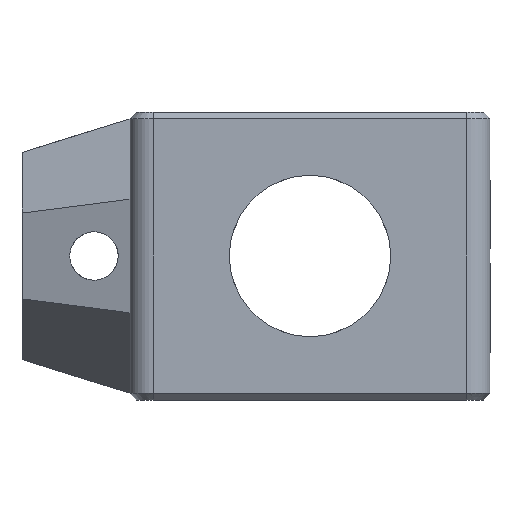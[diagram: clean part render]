
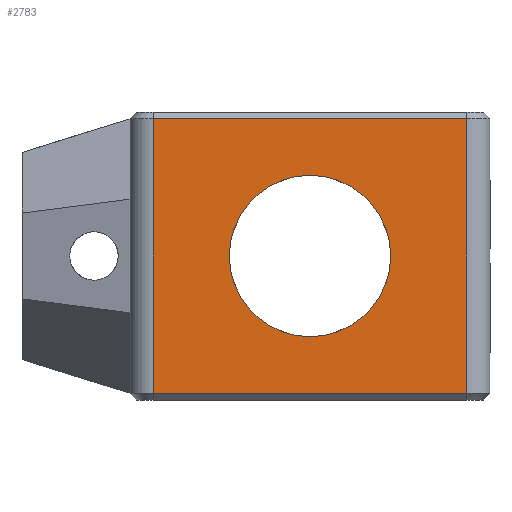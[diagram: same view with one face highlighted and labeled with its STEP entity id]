
A CAD part, left-side view. The second image highlights one B-rep face of the part: STEP entity #2783.
In plain terms, the highlighted planar face has unit normal (-1, 0, 0).
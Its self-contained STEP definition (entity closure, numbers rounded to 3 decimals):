
#44 = CYLINDRICAL_SURFACE('',#45,1.);
#45 = AXIS2_PLACEMENT_3D('',#46,#47,#48);
#46 = CARTESIAN_POINT('',(-6.813,6.813,-6.25));
#47 = DIRECTION('',(0.,0.,1.));
#48 = DIRECTION('',(0.,1.,0.));
#369 = VERTEX_POINT('',#370);
#370 = CARTESIAN_POINT('',(-7.813,6.813,-5.96));
#397 = EDGE_CURVE('',#369,#398,#400,.T.);
#398 = VERTEX_POINT('',#399);
#399 = CARTESIAN_POINT('',(-7.813,6.813,5.96));
#400 = SURFACE_CURVE('',#401,(#405,#412),.PCURVE_S1.);
#401 = LINE('',#402,#403);
#402 = CARTESIAN_POINT('',(-7.813,6.813,-6.25));
#403 = VECTOR('',#404,1.);
#404 = DIRECTION('',(0.,0.,1.));
#405 = PCURVE('',#44,#406);
#406 = DEFINITIONAL_REPRESENTATION('',(#407),#411);
#407 = LINE('',#408,#409);
#408 = CARTESIAN_POINT('',(1.571,0.));
#409 = VECTOR('',#410,1.);
#410 = DIRECTION('',(0.,1.));
#411 = ( GEOMETRIC_REPRESENTATION_CONTEXT(2) 
PARAMETRIC_REPRESENTATION_CONTEXT() REPRESENTATION_CONTEXT('2D SPACE',''
  ) );
#412 = PCURVE('',#413,#418);
#413 = PLANE('',#414);
#414 = AXIS2_PLACEMENT_3D('',#415,#416,#417);
#415 = CARTESIAN_POINT('',(-7.813,-7.813,-6.25));
#416 = DIRECTION('',(-1.,0.,0.));
#417 = DIRECTION('',(0.,1.,0.));
#418 = DEFINITIONAL_REPRESENTATION('',(#419),#423);
#419 = LINE('',#420,#421);
#420 = CARTESIAN_POINT('',(14.625,0.));
#421 = VECTOR('',#422,1.);
#422 = DIRECTION('',(0.,-1.));
#423 = ( GEOMETRIC_REPRESENTATION_CONTEXT(2) 
PARAMETRIC_REPRESENTATION_CONTEXT() REPRESENTATION_CONTEXT('2D SPACE',''
  ) );
#2693 = PLANE('',#2694);
#2694 = AXIS2_PLACEMENT_3D('',#2695,#2696,#2697);
#2695 = CARTESIAN_POINT('',(-7.668,-6.813,-6.105));
#2696 = DIRECTION('',(-0.707,0.,-0.707));
#2697 = DIRECTION('',(0.,1.,0.));
#2748 = PLANE('',#2749);
#2749 = AXIS2_PLACEMENT_3D('',#2750,#2751,#2752);
#2750 = CARTESIAN_POINT('',(-7.668,-6.813,6.105));
#2751 = DIRECTION('',(0.707,0.,-0.707));
#2752 = DIRECTION('',(0.,1.,0.));
#2783 = ADVANCED_FACE('',(#2784,#2859),#413,.T.);
#2784 = FACE_BOUND('',#2785,.T.);
#2785 = EDGE_LOOP('',(#2786,#2816,#2837,#2838));
#2786 = ORIENTED_EDGE('',*,*,#2787,.T.);
#2787 = EDGE_CURVE('',#2788,#2790,#2792,.T.);
#2788 = VERTEX_POINT('',#2789);
#2789 = CARTESIAN_POINT('',(-7.813,-6.813,-5.96));
#2790 = VERTEX_POINT('',#2791);
#2791 = CARTESIAN_POINT('',(-7.813,-6.813,5.96));
#2792 = SURFACE_CURVE('',#2793,(#2797,#2804),.PCURVE_S1.);
#2793 = LINE('',#2794,#2795);
#2794 = CARTESIAN_POINT('',(-7.813,-6.813,-6.25));
#2795 = VECTOR('',#2796,1.);
#2796 = DIRECTION('',(0.,0.,1.));
#2797 = PCURVE('',#413,#2798);
#2798 = DEFINITIONAL_REPRESENTATION('',(#2799),#2803);
#2799 = LINE('',#2800,#2801);
#2800 = CARTESIAN_POINT('',(1.,0.));
#2801 = VECTOR('',#2802,1.);
#2802 = DIRECTION('',(0.,-1.));
#2803 = ( GEOMETRIC_REPRESENTATION_CONTEXT(2) 
PARAMETRIC_REPRESENTATION_CONTEXT() REPRESENTATION_CONTEXT('2D SPACE',''
  ) );
#2804 = PCURVE('',#2805,#2810);
#2805 = CYLINDRICAL_SURFACE('',#2806,1.);
#2806 = AXIS2_PLACEMENT_3D('',#2807,#2808,#2809);
#2807 = CARTESIAN_POINT('',(-6.813,-6.813,-6.25));
#2808 = DIRECTION('',(0.,0.,1.));
#2809 = DIRECTION('',(0.,-1.,0.));
#2810 = DEFINITIONAL_REPRESENTATION('',(#2811),#2815);
#2811 = LINE('',#2812,#2813);
#2812 = CARTESIAN_POINT('',(-1.571,0.));
#2813 = VECTOR('',#2814,1.);
#2814 = DIRECTION('',(-0.,1.));
#2815 = ( GEOMETRIC_REPRESENTATION_CONTEXT(2) 
PARAMETRIC_REPRESENTATION_CONTEXT() REPRESENTATION_CONTEXT('2D SPACE',''
  ) );
#2816 = ORIENTED_EDGE('',*,*,#2817,.T.);
#2817 = EDGE_CURVE('',#2790,#398,#2818,.T.);
#2818 = SURFACE_CURVE('',#2819,(#2823,#2830),.PCURVE_S1.);
#2819 = LINE('',#2820,#2821);
#2820 = CARTESIAN_POINT('',(-7.813,-6.813,5.96));
#2821 = VECTOR('',#2822,1.);
#2822 = DIRECTION('',(0.,1.,0.));
#2823 = PCURVE('',#413,#2824);
#2824 = DEFINITIONAL_REPRESENTATION('',(#2825),#2829);
#2825 = LINE('',#2826,#2827);
#2826 = CARTESIAN_POINT('',(1.,-12.21));
#2827 = VECTOR('',#2828,1.);
#2828 = DIRECTION('',(1.,0.));
#2829 = ( GEOMETRIC_REPRESENTATION_CONTEXT(2) 
PARAMETRIC_REPRESENTATION_CONTEXT() REPRESENTATION_CONTEXT('2D SPACE',''
  ) );
#2830 = PCURVE('',#2748,#2831);
#2831 = DEFINITIONAL_REPRESENTATION('',(#2832),#2836);
#2832 = LINE('',#2833,#2834);
#2833 = CARTESIAN_POINT('',(0.,-0.205));
#2834 = VECTOR('',#2835,1.);
#2835 = DIRECTION('',(1.,0.));
#2836 = ( GEOMETRIC_REPRESENTATION_CONTEXT(2) 
PARAMETRIC_REPRESENTATION_CONTEXT() REPRESENTATION_CONTEXT('2D SPACE',''
  ) );
#2837 = ORIENTED_EDGE('',*,*,#397,.F.);
#2838 = ORIENTED_EDGE('',*,*,#2839,.F.);
#2839 = EDGE_CURVE('',#2788,#369,#2840,.T.);
#2840 = SURFACE_CURVE('',#2841,(#2845,#2852),.PCURVE_S1.);
#2841 = LINE('',#2842,#2843);
#2842 = CARTESIAN_POINT('',(-7.813,-6.813,-5.96));
#2843 = VECTOR('',#2844,1.);
#2844 = DIRECTION('',(0.,1.,0.));
#2845 = PCURVE('',#413,#2846);
#2846 = DEFINITIONAL_REPRESENTATION('',(#2847),#2851);
#2847 = LINE('',#2848,#2849);
#2848 = CARTESIAN_POINT('',(1.,-0.29));
#2849 = VECTOR('',#2850,1.);
#2850 = DIRECTION('',(1.,0.));
#2851 = ( GEOMETRIC_REPRESENTATION_CONTEXT(2) 
PARAMETRIC_REPRESENTATION_CONTEXT() REPRESENTATION_CONTEXT('2D SPACE',''
  ) );
#2852 = PCURVE('',#2693,#2853);
#2853 = DEFINITIONAL_REPRESENTATION('',(#2854),#2858);
#2854 = LINE('',#2855,#2856);
#2855 = CARTESIAN_POINT('',(0.,-0.205));
#2856 = VECTOR('',#2857,1.);
#2857 = DIRECTION('',(1.,0.));
#2858 = ( GEOMETRIC_REPRESENTATION_CONTEXT(2) 
PARAMETRIC_REPRESENTATION_CONTEXT() REPRESENTATION_CONTEXT('2D SPACE',''
  ) );
#2859 = FACE_BOUND('',#2860,.T.);
#2860 = EDGE_LOOP('',(#2861));
#2861 = ORIENTED_EDGE('',*,*,#2862,.T.);
#2862 = EDGE_CURVE('',#2863,#2863,#2865,.T.);
#2863 = VERTEX_POINT('',#2864);
#2864 = CARTESIAN_POINT('',(-7.813,-3.5,0.));
#2865 = SURFACE_CURVE('',#2866,(#2871,#2882),.PCURVE_S1.);
#2866 = CIRCLE('',#2867,3.5);
#2867 = AXIS2_PLACEMENT_3D('',#2868,#2869,#2870);
#2868 = CARTESIAN_POINT('',(-7.813,0.,0.));
#2869 = DIRECTION('',(1.,0.,0.));
#2870 = DIRECTION('',(0.,-1.,0.));
#2871 = PCURVE('',#413,#2872);
#2872 = DEFINITIONAL_REPRESENTATION('',(#2873),#2881);
#2873 = ( BOUNDED_CURVE() B_SPLINE_CURVE(2,(#2874,#2875,#2876,#2877,
#2878,#2879,#2880),.UNSPECIFIED.,.T.,.F.) B_SPLINE_CURVE_WITH_KNOTS((1,2
    ,2,2,2,1),(-2.094,0.,2.094,4.189,
6.283,8.378),.UNSPECIFIED.) CURVE() 
GEOMETRIC_REPRESENTATION_ITEM() RATIONAL_B_SPLINE_CURVE((1.,0.5,1.,0.5,
1.,0.5,1.)) REPRESENTATION_ITEM('') );
#2874 = CARTESIAN_POINT('',(4.313,-6.25));
#2875 = CARTESIAN_POINT('',(4.313,-0.188));
#2876 = CARTESIAN_POINT('',(9.563,-3.219));
#2877 = CARTESIAN_POINT('',(14.813,-6.25));
#2878 = CARTESIAN_POINT('',(9.563,-9.281));
#2879 = CARTESIAN_POINT('',(4.313,-12.312));
#2880 = CARTESIAN_POINT('',(4.313,-6.25));
#2881 = ( GEOMETRIC_REPRESENTATION_CONTEXT(2) 
PARAMETRIC_REPRESENTATION_CONTEXT() REPRESENTATION_CONTEXT('2D SPACE',''
  ) );
#2882 = PCURVE('',#2883,#2888);
#2883 = CYLINDRICAL_SURFACE('',#2884,3.5);
#2884 = AXIS2_PLACEMENT_3D('',#2885,#2886,#2887);
#2885 = CARTESIAN_POINT('',(0.,0.,0.));
#2886 = DIRECTION('',(1.,0.,0.));
#2887 = DIRECTION('',(0.,-1.,0.));
#2888 = DEFINITIONAL_REPRESENTATION('',(#2889),#2893);
#2889 = LINE('',#2890,#2891);
#2890 = CARTESIAN_POINT('',(-6.283,-7.813));
#2891 = VECTOR('',#2892,1.);
#2892 = DIRECTION('',(1.,-0.));
#2893 = ( GEOMETRIC_REPRESENTATION_CONTEXT(2) 
PARAMETRIC_REPRESENTATION_CONTEXT() REPRESENTATION_CONTEXT('2D SPACE',''
  ) );
